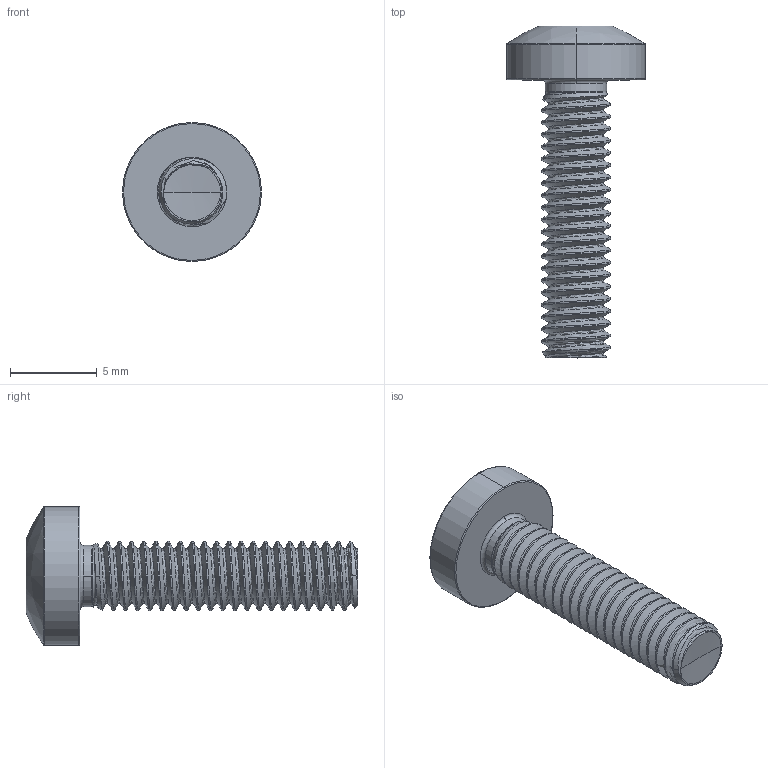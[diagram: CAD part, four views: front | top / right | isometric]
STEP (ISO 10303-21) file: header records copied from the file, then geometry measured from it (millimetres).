
FILE_DESCRIPTION (( 'STEP AP203' ), '1' );
FILE_NAME ('STM390400160.STEP', '2020-12-23T16:11:28', ( '' ), ( '' ), 'SwSTEP 2.0', 'SolidWorks 2015', '' );
FILE_SCHEMA (( 'CONFIG_CONTROL_DESIGN' ));
Length unit declared in the file: millimetre
Products named in the file (2): STM390400160
Bounding box: 8 x 19.1 x 8 mm (x, y, z)
Volume: 278.4 mm3; surface area: 470.7 mm2
Topology: 1 solids, 1 shells, 114 faces, 302 edges, 190 vertices
Faces by surface type: cylinder 65, bspline 18, torus 13, cone 11, sphere 4, plane 3
Entity records: 22600 total; most frequent: CARTESIAN_POINT 20061, ORIENTED_EDGE 600, DIRECTION 398, EDGE_CURVE 300, VERTEX_POINT 190, AXIS2_PLACEMENT_3D 162, EDGE_LOOP 116, ADVANCED_FACE 114
